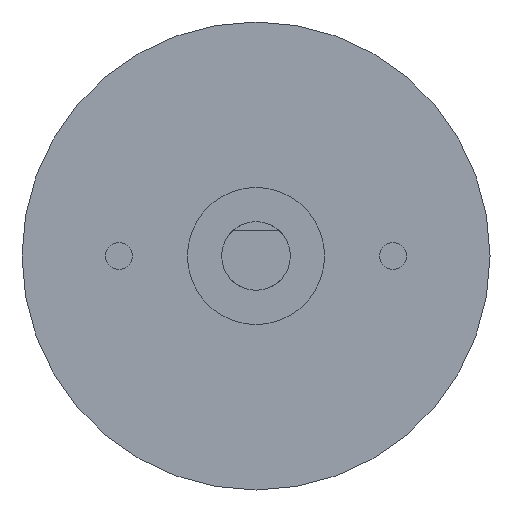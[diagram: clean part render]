
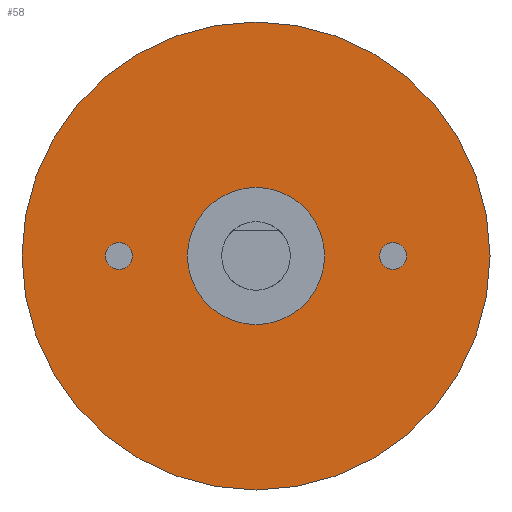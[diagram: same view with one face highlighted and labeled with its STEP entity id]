
A CAD part, front view. The second image highlights one B-rep face of the part: STEP entity #58.
In plain terms, the highlighted planar face has unit normal (0, -1, 0).
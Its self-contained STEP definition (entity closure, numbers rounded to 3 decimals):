
#58 = ADVANCED_FACE( '', ( #138, #139, #140, #141 ), #142, .F. );
#138 = FACE_BOUND( '', #253, .T. );
#139 = FACE_BOUND( '', #254, .T. );
#140 = FACE_OUTER_BOUND( '', #255, .T. );
#141 = FACE_BOUND( '', #256, .T. );
#142 = PLANE( '', #257 );
#253 = EDGE_LOOP( '', ( #369 ) );
#254 = EDGE_LOOP( '', ( #370 ) );
#255 = EDGE_LOOP( '', ( #371 ) );
#256 = EDGE_LOOP( '', ( #372 ) );
#257 = AXIS2_PLACEMENT_3D( '', #373, #374, #375 );
#369 = ORIENTED_EDGE( '', *, *, #575, .T. );
#370 = ORIENTED_EDGE( '', *, *, #576, .T. );
#371 = ORIENTED_EDGE( '', *, *, #577, .F. );
#372 = ORIENTED_EDGE( '', *, *, #578, .T. );
#373 = CARTESIAN_POINT( '', ( 0., 0., -13.65 ) );
#374 = DIRECTION( '', ( 0., 1., 0. ) );
#375 = DIRECTION( '', ( 0., 0., 1. ) );
#575 = EDGE_CURVE( '', #657, #657, #658, .T. );
#576 = EDGE_CURVE( '', #659, #659, #660, .T. );
#577 = EDGE_CURVE( '', #661, #661, #662, .T. );
#578 = EDGE_CURVE( '', #663, #663, #664, .T. );
#657 = VERTEX_POINT( '', #773 );
#658 = CIRCLE( '', #774, 0.785 );
#659 = VERTEX_POINT( '', #775 );
#660 = CIRCLE( '', #776, 0.785 );
#661 = VERTEX_POINT( '', #777 );
#662 = CIRCLE( '', #778, 13.65 );
#663 = VERTEX_POINT( '', #779 );
#664 = CIRCLE( '', #780, 4. );
#773 = CARTESIAN_POINT( '', ( 8., 0., 0.785 ) );
#774 = AXIS2_PLACEMENT_3D( '', #904, #905, #906 );
#775 = CARTESIAN_POINT( '', ( -8., 0., 0.785 ) );
#776 = AXIS2_PLACEMENT_3D( '', #907, #908, #909 );
#777 = CARTESIAN_POINT( '', ( 0., 0., 13.65 ) );
#778 = AXIS2_PLACEMENT_3D( '', #910, #911, #912 );
#779 = CARTESIAN_POINT( '', ( 0., 0., 4. ) );
#780 = AXIS2_PLACEMENT_3D( '', #913, #914, #915 );
#904 = CARTESIAN_POINT( '', ( 8., 0., 0. ) );
#905 = DIRECTION( '', ( 0., 1., 0. ) );
#906 = DIRECTION( '', ( 0., 0., 1. ) );
#907 = CARTESIAN_POINT( '', ( -8., 0., 0. ) );
#908 = DIRECTION( '', ( 0., 1., 0. ) );
#909 = DIRECTION( '', ( 0., 0., 1. ) );
#910 = CARTESIAN_POINT( '', ( 0., 0., 0. ) );
#911 = DIRECTION( '', ( 0., 1., 0. ) );
#912 = DIRECTION( '', ( 0., 0., 1. ) );
#913 = CARTESIAN_POINT( '', ( 0., 0., 0. ) );
#914 = DIRECTION( '', ( 0., 1., 0. ) );
#915 = DIRECTION( '', ( 0., 0., 1. ) );
